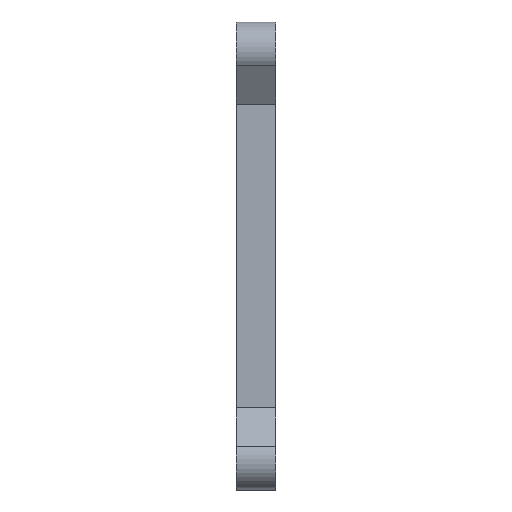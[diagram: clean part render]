
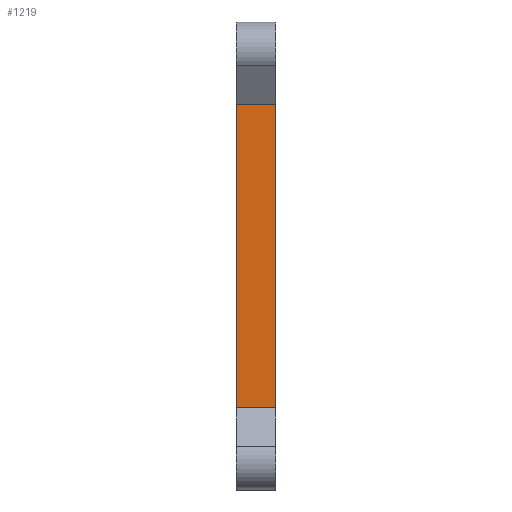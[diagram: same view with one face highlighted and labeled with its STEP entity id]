
A CAD part, left-side view. The second image highlights one B-rep face of the part: STEP entity #1219.
In plain terms, the highlighted planar face has unit normal (-1, 0, 0).
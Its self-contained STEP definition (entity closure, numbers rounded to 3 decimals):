
#7 = CARTESIAN_POINT ( 'NONE',  ( -35.38, 0., 13.563 ) ) ;
#50 = LINE ( 'NONE', #1909, #1700 ) ;
#55 = DIRECTION ( 'NONE',  ( 1., 0., 0. ) ) ;
#62 = DIRECTION ( 'NONE',  ( 0., -1., 0. ) ) ;
#67 = EDGE_CURVE ( 'NONE', #1181, #1540, #283, .T. ) ;
#283 = LINE ( 'NONE', #1863, #1684 ) ;
#375 = EDGE_CURVE ( 'NONE', #1916, #1181, #50, .T. ) ;
#397 = VECTOR ( 'NONE', #1808, 1000. ) ;
#472 = VECTOR ( 'NONE', #1072, 1000. ) ;
#524 = DIRECTION ( 'NONE',  ( 0., 0., -1. ) ) ;
#552 = ORIENTED_EDGE ( 'NONE', *, *, #721, .F. ) ;
#553 = CARTESIAN_POINT ( 'NONE',  ( -35.38, 3.5, -13.563 ) ) ;
#694 = VERTEX_POINT ( 'NONE', #1867 ) ;
#695 = AXIS2_PLACEMENT_3D ( 'NONE', #794, #55, #524 ) ;
#721 = EDGE_CURVE ( 'NONE', #694, #1540, #1233, .T. ) ;
#794 = CARTESIAN_POINT ( 'NONE',  ( -35.38, 3.5, -13.563 ) ) ;
#835 = ORIENTED_EDGE ( 'NONE', *, *, #67, .T. ) ;
#1072 = DIRECTION ( 'NONE',  ( 0., -1., 0. ) ) ;
#1135 = ORIENTED_EDGE ( 'NONE', *, *, #1776, .F. ) ;
#1181 = VERTEX_POINT ( 'NONE', #1748 ) ;
#1219 = ADVANCED_FACE ( 'NONE', ( #1873 ), #1558, .F. ) ;
#1229 = DIRECTION ( 'NONE',  ( 0., 0., 1. ) ) ;
#1233 = LINE ( 'NONE', #1571, #472 ) ;
#1540 = VERTEX_POINT ( 'NONE', #7 ) ;
#1558 = PLANE ( 'NONE',  #695 ) ;
#1571 = CARTESIAN_POINT ( 'NONE',  ( -35.38, 3.5, 13.563 ) ) ;
#1656 = EDGE_LOOP ( 'NONE', ( #835, #552, #1135, #1701 ) ) ;
#1657 = LINE ( 'NONE', #553, #397 ) ;
#1684 = VECTOR ( 'NONE', #1229, 1000. ) ;
#1700 = VECTOR ( 'NONE', #62, 1000. ) ;
#1701 = ORIENTED_EDGE ( 'NONE', *, *, #375, .T. ) ;
#1748 = CARTESIAN_POINT ( 'NONE',  ( -35.38, 0., -13.563 ) ) ;
#1776 = EDGE_CURVE ( 'NONE', #1916, #694, #1657, .T. ) ;
#1808 = DIRECTION ( 'NONE',  ( 0., 0., 1. ) ) ;
#1832 = CARTESIAN_POINT ( 'NONE',  ( -35.38, 3.5, -13.563 ) ) ;
#1863 = CARTESIAN_POINT ( 'NONE',  ( -35.38, 0., -13.563 ) ) ;
#1867 = CARTESIAN_POINT ( 'NONE',  ( -35.38, 3.5, 13.563 ) ) ;
#1873 = FACE_OUTER_BOUND ( 'NONE', #1656, .T. ) ;
#1909 = CARTESIAN_POINT ( 'NONE',  ( -35.38, 3.5, -13.563 ) ) ;
#1916 = VERTEX_POINT ( 'NONE', #1832 ) ;
